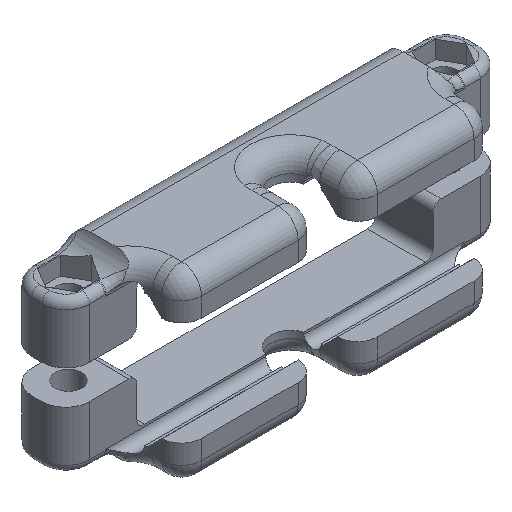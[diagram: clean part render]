
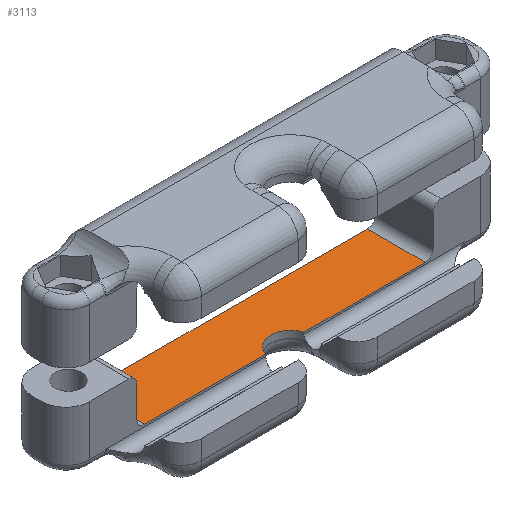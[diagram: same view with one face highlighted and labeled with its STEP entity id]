
A CAD part, isometric view. The second image highlights one B-rep face of the part: STEP entity #3113.
In plain terms, the highlighted planar face has unit normal (0, 0, 1).
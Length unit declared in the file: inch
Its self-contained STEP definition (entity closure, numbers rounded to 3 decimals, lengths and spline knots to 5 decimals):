
#68=PLANE('',#3386);
#223=FACE_OUTER_BOUND('',#409,.T.);
#409=EDGE_LOOP('',(#2370,#2371,#2372,#2373,#2374,#2375));
#612=CIRCLE('',#3368,0.125);
#725=LINE('',#4773,#949);
#736=LINE('',#4805,#960);
#757=LINE('',#5003,#981);
#797=LINE('',#5466,#1021);
#798=LINE('',#5467,#1022);
#949=VECTOR('',#3682,0.3937);
#960=VECTOR('',#3711,0.3937);
#981=VECTOR('',#3802,0.3937);
#1021=VECTOR('',#3998,0.3937);
#1022=VECTOR('',#3999,0.3937);
#1262=VERTEX_POINT('',#4770);
#1263=VERTEX_POINT('',#4772);
#1274=VERTEX_POINT('',#4802);
#1275=VERTEX_POINT('',#4804);
#1309=VERTEX_POINT('',#5000);
#1310=VERTEX_POINT('',#5002);
#1573=EDGE_CURVE('',#1262,#1263,#725,.T.);
#1589=EDGE_CURVE('',#1274,#1275,#736,.T.);
#1641=EDGE_CURVE('',#1310,#1309,#757,.T.);
#1715=EDGE_CURVE('',#1309,#1263,#612,.T.);
#1735=EDGE_CURVE('',#1262,#1275,#797,.T.);
#1736=EDGE_CURVE('',#1274,#1310,#798,.T.);
#2370=ORIENTED_EDGE('',*,*,#1641,.T.);
#2371=ORIENTED_EDGE('',*,*,#1715,.T.);
#2372=ORIENTED_EDGE('',*,*,#1573,.F.);
#2373=ORIENTED_EDGE('',*,*,#1735,.T.);
#2374=ORIENTED_EDGE('',*,*,#1589,.F.);
#2375=ORIENTED_EDGE('',*,*,#1736,.T.);
#3113=ADVANCED_FACE('',(#223),#68,.F.);
#3368=AXIS2_PLACEMENT_3D('',#5426,#3948,#3949);
#3386=AXIS2_PLACEMENT_3D('',#5465,#3996,#3997);
#3682=DIRECTION('',(-1.,0.,0.));
#3711=DIRECTION('',(1.,0.,0.));
#3802=DIRECTION('',(1.,0.,0.));
#3948=DIRECTION('center_axis',(0.,0.,
-1.));
#3949=DIRECTION('ref_axis',(-1.,0.,0.));
#3996=DIRECTION('center_axis',(0.,0.,
-1.));
#3997=DIRECTION('ref_axis',(0.,1.,0.));
#3998=DIRECTION('',(0.,1.,0.));
#3999=DIRECTION('',(0.,-1.,0.));
#4770=CARTESIAN_POINT('',(0.082,-0.00236,0.08186));
#4772=CARTESIAN_POINT('',(-0.683,-0.00236,0.08186));
#4773=CARTESIAN_POINT('',(-1.88359,-0.00236,0.08186));
#4802=CARTESIAN_POINT('',(-1.688,0.36264,0.08186));
#4804=CARTESIAN_POINT('',(0.082,0.36264,0.08186));
#4805=CARTESIAN_POINT('',(-0.7505,0.36264,0.08186));
#5000=CARTESIAN_POINT('',(-0.923,-0.00236,0.08186));
#5002=CARTESIAN_POINT('',(-1.688,-0.00236,0.08186));
#5003=CARTESIAN_POINT('',(-1.88359,-0.00236,0.08186));
#5426=CARTESIAN_POINT('Origin',(-0.803,-0.03736,0.08186));
#5465=CARTESIAN_POINT('Origin',(-0.703,0.13014,0.08186));
#5466=CARTESIAN_POINT('',(0.082,0.13014,0.08186));
#5467=CARTESIAN_POINT('',(-1.688,0.13014,0.08186));
